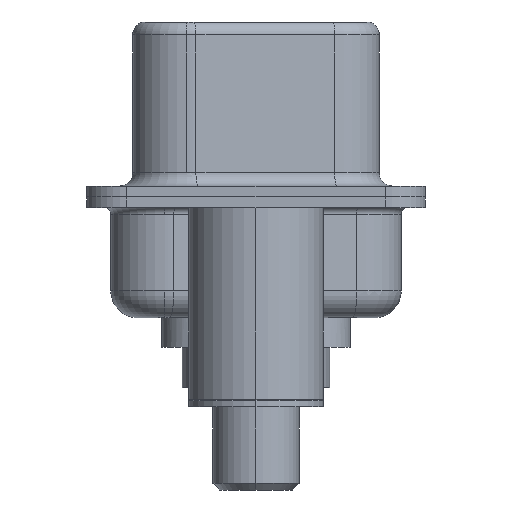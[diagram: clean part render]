
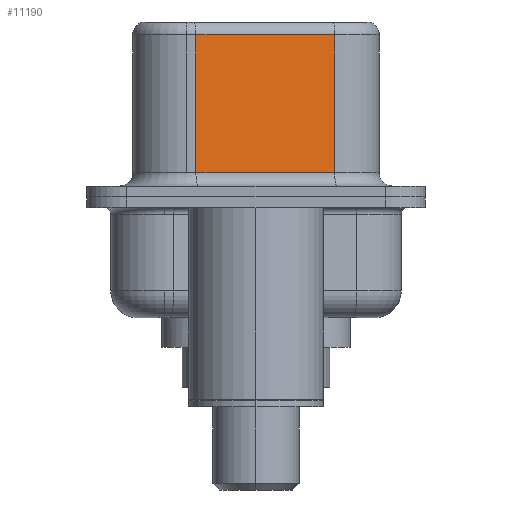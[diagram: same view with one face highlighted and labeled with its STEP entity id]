
A CAD part, left-side view. The second image highlights one B-rep face of the part: STEP entity #11190.
In plain terms, the highlighted planar face has unit normal (-0.985, -0.174, 0).
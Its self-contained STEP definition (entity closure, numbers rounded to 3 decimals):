
#10 = CARTESIAN_POINT ( 'NONE',  ( 4.565, -2.927, 6.02 ) ) ;
#132 = DIRECTION ( 'NONE',  ( -0.174, 0.985, 0. ) ) ;
#424 = LINE ( 'NONE', #2400, #6975 ) ;
#1002 = EDGE_CURVE ( 'NONE', #12421, #14342, #11606, .T. ) ;
#1015 = CARTESIAN_POINT ( 'NONE',  ( 3.655, 2.233, 6.02 ) ) ;
#1290 = VECTOR ( 'NONE', #14857, 1000. ) ;
#1527 = DIRECTION ( 'NONE',  ( -0.174, 0.985, 0. ) ) ;
#2396 = LINE ( 'NONE', #16536, #5487 ) ;
#2400 = CARTESIAN_POINT ( 'NONE',  ( 3.655, 2.233, 6.52 ) ) ;
#3182 = CARTESIAN_POINT ( 'NONE',  ( 4.565, -2.927, 0.9 ) ) ;
#3186 = EDGE_CURVE ( 'NONE', #15226, #12421, #424, .T. ) ;
#4229 = EDGE_CURVE ( 'NONE', #12206, #15226, #2396, .T. ) ;
#4872 = ORIENTED_EDGE ( 'NONE', *, *, #1002, .T. ) ;
#5487 = VECTOR ( 'NONE', #132, 1000. ) ;
#6975 = VECTOR ( 'NONE', #12861, 1000. ) ;
#8091 = CARTESIAN_POINT ( 'NONE',  ( 4.565, -2.927, 6.52 ) ) ;
#8548 = AXIS2_PLACEMENT_3D ( 'NONE', #8091, #9468, #1527 ) ;
#9468 = DIRECTION ( 'NONE',  ( 0.985, 0.174, 0. ) ) ;
#10016 = ORIENTED_EDGE ( 'NONE', *, *, #4229, .T. ) ;
#11000 = CARTESIAN_POINT ( 'NONE',  ( 4.565, -2.927, 6.52 ) ) ;
#11190 = ADVANCED_FACE ( 'NONE', ( #13447 ), #16037, .F. ) ;
#11606 = LINE ( 'NONE', #14683, #13840 ) ;
#12135 = DIRECTION ( 'NONE',  ( 0.174, -0.985, 0. ) ) ;
#12206 = VERTEX_POINT ( 'NONE', #10 ) ;
#12281 = LINE ( 'NONE', #11000, #1290 ) ;
#12421 = VERTEX_POINT ( 'NONE', #14439 ) ;
#12861 = DIRECTION ( 'NONE',  ( 0., 0., -1. ) ) ;
#12870 = EDGE_CURVE ( 'NONE', #12206, #14342, #12281, .T. ) ;
#13447 = FACE_OUTER_BOUND ( 'NONE', #16850, .T. ) ;
#13840 = VECTOR ( 'NONE', #12135, 1000. ) ;
#14342 = VERTEX_POINT ( 'NONE', #3182 ) ;
#14439 = CARTESIAN_POINT ( 'NONE',  ( 3.655, 2.233, 0.9 ) ) ;
#14683 = CARTESIAN_POINT ( 'NONE',  ( 4.565, -2.927, 0.9 ) ) ;
#14857 = DIRECTION ( 'NONE',  ( 0., 0., -1. ) ) ;
#15226 = VERTEX_POINT ( 'NONE', #1015 ) ;
#16037 = PLANE ( 'NONE',  #8548 ) ;
#16088 = ORIENTED_EDGE ( 'NONE', *, *, #3186, .T. ) ;
#16247 = ORIENTED_EDGE ( 'NONE', *, *, #12870, .F. ) ;
#16536 = CARTESIAN_POINT ( 'NONE',  ( 4.565, -2.927, 6.02 ) ) ;
#16850 = EDGE_LOOP ( 'NONE', ( #16247, #10016, #16088, #4872 ) ) ;
